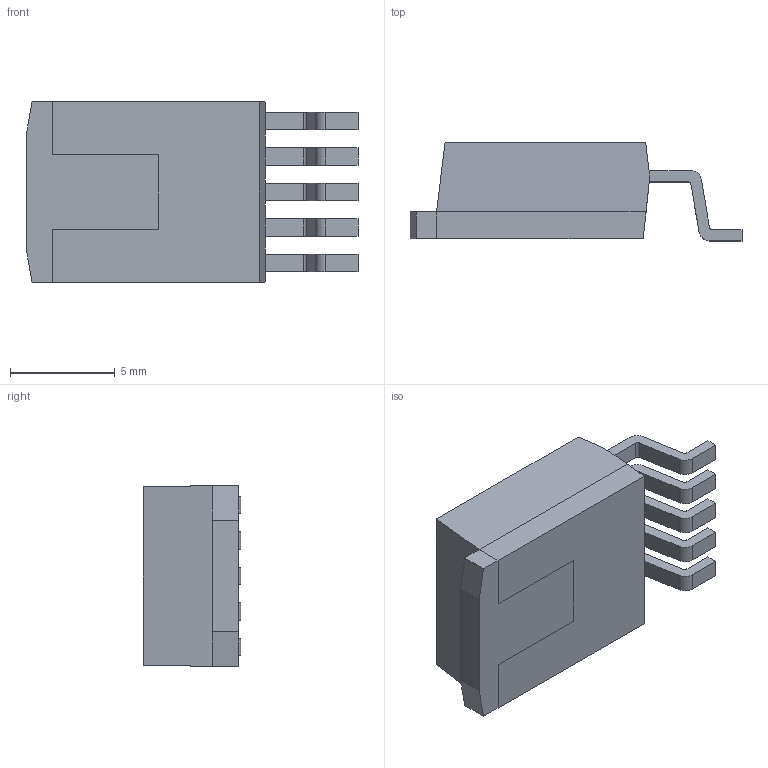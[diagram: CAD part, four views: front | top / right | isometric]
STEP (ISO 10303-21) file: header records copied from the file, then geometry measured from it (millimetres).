
FILE_DESCRIPTION (( 'STEP AP214' ), '1' );
FILE_NAME ('D2PAK_LM2576_MODEL.STEP', '2016-07-16T17:41:30', ( 'NgocHoang' ), ( '' ), 'SwSTEP 2.0', 'SolidWorks 2010', '' );
FILE_SCHEMA (( 'AUTOMOTIVE_DESIGN' ));
Length unit declared in the file: millimetre
Products named in the file (3): D2PAK_LM2576_BODY; D2PAK_LM2576_MODEL; D2PAK_LM2576_PIN
Assembly tree (6 placements, depth 2):
  D2PAK_LM2576_MODEL
    D2PAK_LM2576_PIN  x5
    D2PAK_LM2576_BODY
Bounding box: 15.87 x 4.68 x 8.64 mm (x, y, z)
Volume: 417.5 mm3; surface area: 461.8 mm2
Topology: 6 solids, 6 shells, 562 faces, 1499 edges, 992 vertices
Faces by surface type: plane 357, bspline 183, cylinder 22
Entity records: 34608 total; most frequent: CARTESIAN_POINT 18051, ORIENTED_EDGE 2710, DIRECTION 1665, EDGE_CURVE 1355, VECTOR 977, LINE 977, VERTEX_POINT 896, EDGE_LOOP 549
